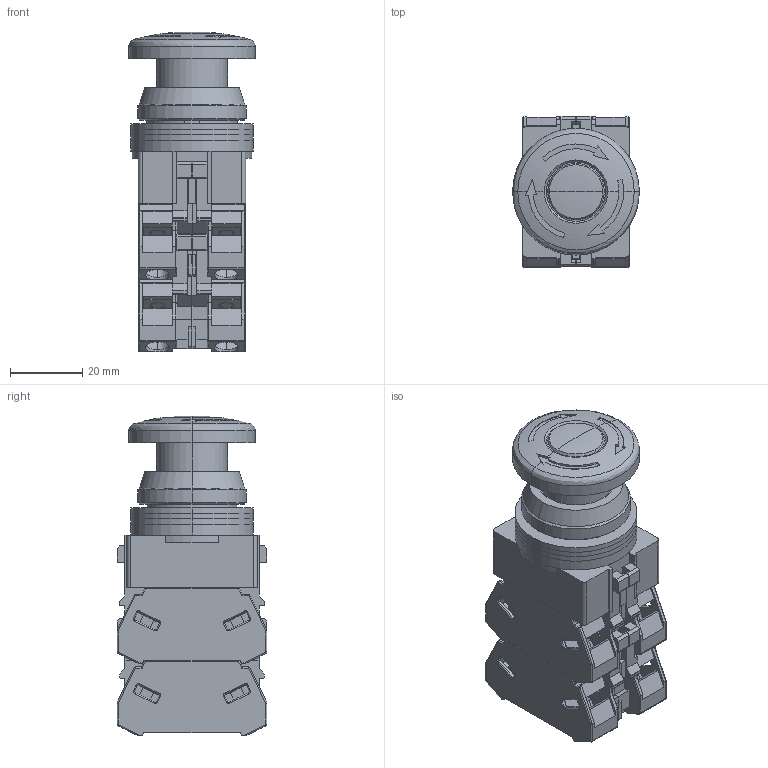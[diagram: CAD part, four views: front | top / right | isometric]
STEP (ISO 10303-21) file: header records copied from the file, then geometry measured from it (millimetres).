
FILE_DESCRIPTION (( 'STEP AP203' ), '1' );
FILE_NAME ('107_AVS3xxN$.STEP', '2020-11-20T06:55:02', ( '' ), ( '' ), 'SwSTEP 2.0', 'SolidWorks 2019', '' );
FILE_SCHEMA (( 'CONFIG_CONTROL_DESIGN' ));
Length unit declared in the file: millimetre
Products named in the file (7): ABS_BODY_蹬怮椔; AVS3BN_蹬怮椔; OW-22_蹬怮椔; OW-21_蹬怮椔; OG-22_蹬怮椔; HW-Uxx(R)_蹬怮椔; 107_AVS3xxN$
Assembly tree (11 placements, depth 2):
  107_AVS3xxN$
    ABS_BODY_蹬怮椔
    AVS3BN_蹬怮椔
    OW-22_蹬怮椔
    OW-21_蹬怮椔  x3
    OG-22_蹬怮椔
    HW-Uxx(R)_蹬怮椔  x4
Bounding box: 35 x 41.4 x 88.23 mm (x, y, z)
Volume: 73706.8 mm3; surface area: 33809.9 mm2
Topology: 11 solids, 11 shells, 1203 faces, 3278 edges, 2099 vertices
Faces by surface type: plane 708, cylinder 317, bspline 146, cone 26, torus 6
Entity records: 13577 total; most frequent: CARTESIAN_POINT 3113, ORIENTED_EDGE 2068, DIRECTION 1941, EDGE_CURVE 1034, LINE 709, VECTOR 709, VERTEX_POINT 667, AXIS2_PLACEMENT_3D 616
